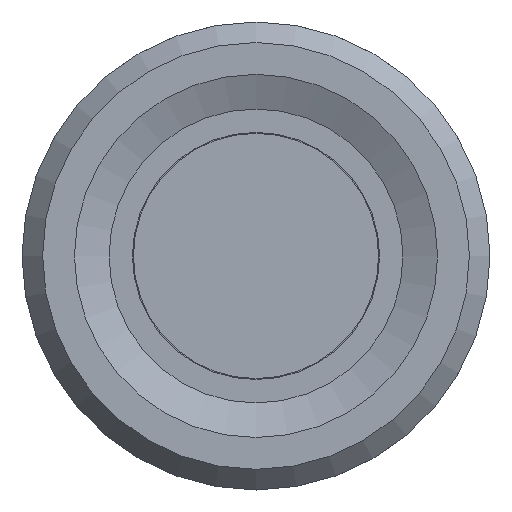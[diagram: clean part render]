
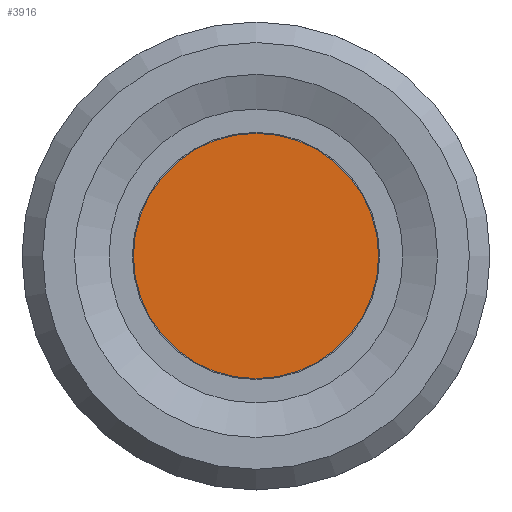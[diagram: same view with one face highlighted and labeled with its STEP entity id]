
A CAD part, top view. The second image highlights one B-rep face of the part: STEP entity #3916.
In plain terms, the highlighted planar face has unit normal (0, 0, 1).
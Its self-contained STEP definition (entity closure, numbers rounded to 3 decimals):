
#106=PLANE('',#4263);
#335=FACE_OUTER_BOUND('',#559,.T.);
#559=EDGE_LOOP('',(#2999,#3000));
#831=CIRCLE('',#4264,6.55);
#832=CIRCLE('',#4265,6.55);
#1795=VERTEX_POINT('',#6829);
#1796=VERTEX_POINT('',#6830);
#2240=EDGE_CURVE('',#1795,#1796,#831,.T.);
#2241=EDGE_CURVE('',#1796,#1795,#832,.T.);
#2999=ORIENTED_EDGE('',*,*,#2240,.F.);
#3000=ORIENTED_EDGE('',*,*,#2241,.F.);
#3916=ADVANCED_FACE('',(#335),#106,.T.);
#4263=AXIS2_PLACEMENT_3D('',#6828,#4857,#4858);
#4264=AXIS2_PLACEMENT_3D('',#6831,#4859,#4860);
#4265=AXIS2_PLACEMENT_3D('',#6832,#4861,#4862);
#4857=DIRECTION('center_axis',(0.,0.,
1.));
#4858=DIRECTION('ref_axis',(-1.,0.,0.));
#4859=DIRECTION('center_axis',(0.,0.,
-1.));
#4860=DIRECTION('ref_axis',(0.,1.,0.));
#4861=DIRECTION('center_axis',(0.,0.,
-1.));
#4862=DIRECTION('ref_axis',(0.,1.,0.));
#6828=CARTESIAN_POINT('Origin',(-3.275,8.248,-156.288));
#6829=CARTESIAN_POINT('',(-3.275,11.523,-156.288));
#6830=CARTESIAN_POINT('',(-3.275,-1.577,-156.288));
#6831=CARTESIAN_POINT('Origin',(-3.275,4.973,-156.288));
#6832=CARTESIAN_POINT('Origin',(-3.275,4.973,-156.288));
